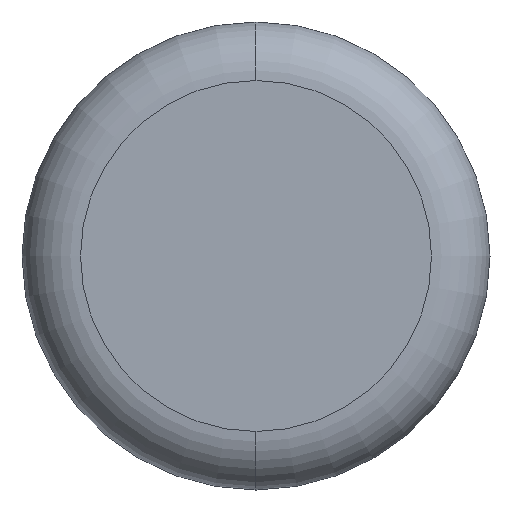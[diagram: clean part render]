
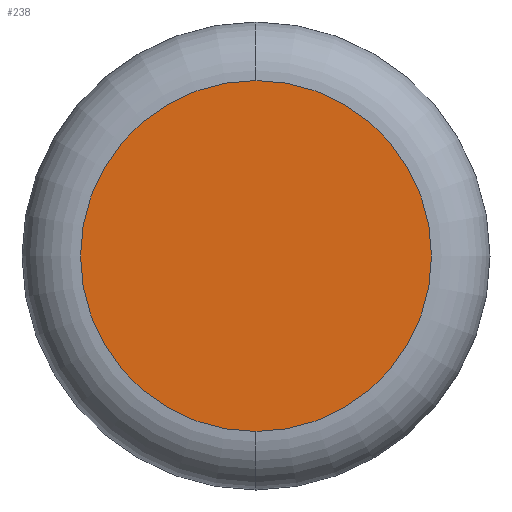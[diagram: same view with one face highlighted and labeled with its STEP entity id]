
A CAD part, left-side view. The second image highlights one B-rep face of the part: STEP entity #238.
In plain terms, the highlighted planar face has unit normal (-1, 0, 0).
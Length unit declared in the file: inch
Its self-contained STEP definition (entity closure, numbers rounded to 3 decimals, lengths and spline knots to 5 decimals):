
#14 = VERTEX_POINT ( 'NONE', #261 ) ;
#21 = CARTESIAN_POINT ( 'NONE',  ( -0.13562, 0.39063, -0.4375 ) ) ;
#25 = EDGE_LOOP ( 'NONE', ( #305, #132 ) ) ;
#48 = CIRCLE ( 'NONE', #223, 0.04688 ) ;
#76 = EDGE_CURVE ( 'NONE', #14, #150, #148, .T. ) ;
#90 = CARTESIAN_POINT ( 'NONE',  ( -0.13562, 0.39063, -0.39063 ) ) ;
#116 = DIRECTION ( 'NONE',  ( 0., 0., 1. ) ) ;
#132 = ORIENTED_EDGE ( 'NONE', *, *, #141, .T. ) ;
#140 = DIRECTION ( 'NONE',  ( -1., 0., 0. ) ) ;
#141 = EDGE_CURVE ( 'NONE', #150, #14, #48, .T. ) ;
#142 = AXIS2_PLACEMENT_3D ( 'NONE', #272, #140, #325 ) ;
#147 = CARTESIAN_POINT ( 'NONE',  ( -0.13562, 0.39063, -0.39063 ) ) ;
#148 = CIRCLE ( 'NONE', #142, 0.04688 ) ;
#150 = VERTEX_POINT ( 'NONE', #21 ) ;
#151 = PLANE ( 'NONE',  #329 ) ;
#205 = DIRECTION ( 'NONE',  ( -1., 0., 0. ) ) ;
#223 = AXIS2_PLACEMENT_3D ( 'NONE', #147, #205, #278 ) ;
#238 = ADVANCED_FACE ( 'NONE', ( #276 ), #151, .T. ) ;
#256 = DIRECTION ( 'NONE',  ( -1., 0., 0. ) ) ;
#261 = CARTESIAN_POINT ( 'NONE',  ( -0.13562, 0.39063, -0.34375 ) ) ;
#272 = CARTESIAN_POINT ( 'NONE',  ( -0.13562, 0.39063, -0.39063 ) ) ;
#276 = FACE_OUTER_BOUND ( 'NONE', #25, .T. ) ;
#278 = DIRECTION ( 'NONE',  ( 0., 0., 1. ) ) ;
#305 = ORIENTED_EDGE ( 'NONE', *, *, #76, .T. ) ;
#325 = DIRECTION ( 'NONE',  ( 0., 0., 1. ) ) ;
#329 = AXIS2_PLACEMENT_3D ( 'NONE', #90, #256, #116 ) ;
